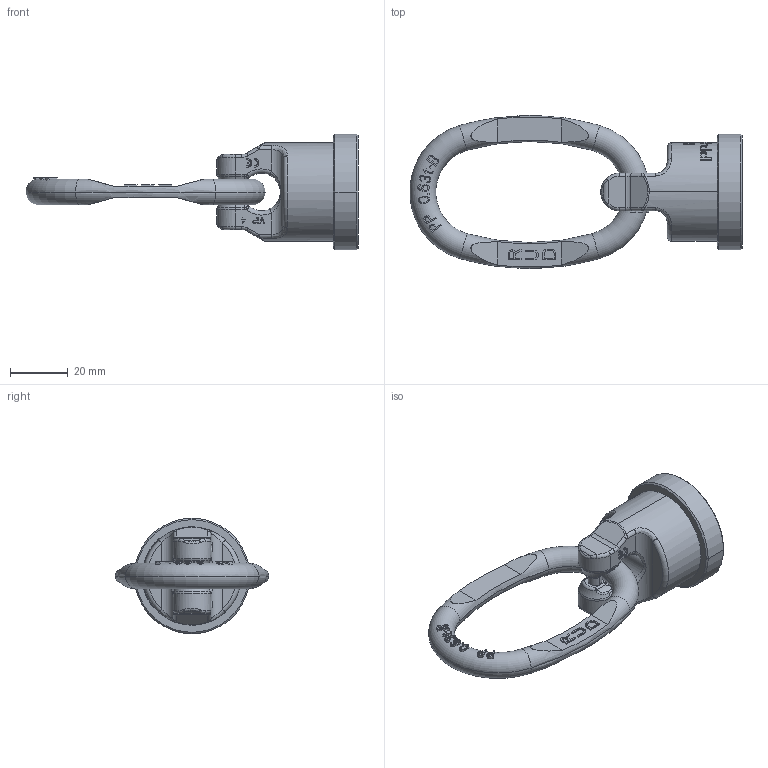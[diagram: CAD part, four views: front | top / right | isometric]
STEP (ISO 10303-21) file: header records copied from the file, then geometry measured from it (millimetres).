
FILE_DESCRIPTION((''),'2;1');
FILE_NAME('001-M31453-P-40_ASM','2019-03-15T',('anja.joas'),(''),'PRO/ENGINEER BY PARAMETRIC TECHNOLOGY CORPORATION, 2011490','PRO/ENGINEER BY PARAMETRIC TECHNOLOGY CORPORATION, 2011490','');
FILE_SCHEMA(('CONFIG_CONTROL_DESIGN'));
Length unit declared in the file: millimetre
Products named in the file (4): 001-M31453-P-20_AF0; 001-M31453-P-50; 001-M31290-007; 001-M31453-P-40_ASM
Assembly tree (3 placements, depth 2):
  001-M31453-P-40_ASM
    001-M31453-P-20_AF0
    001-M31453-P-50
    001-M31290-007
Bounding box: 114.92 x 53 x 40 mm (x, y, z)
Volume: 42934.3 mm3; surface area: 14332.7 mm2
Topology: 3 solids, 3 shells, 960 faces, 2598 edges, 1690 vertices
Faces by surface type: plane 777, cylinder 71, bspline 64, torus 34, sphere 8, cone 6
Entity records: 32502 total; most frequent: CARTESIAN_POINT 9937, ORIENTED_EDGE 5196, DIRECTION 3855, EDGE_CURVE 2598, VERTEX_POINT 1690, VECTOR 1457, LINE 1457, AXIS2_PLACEMENT_3D 1199
